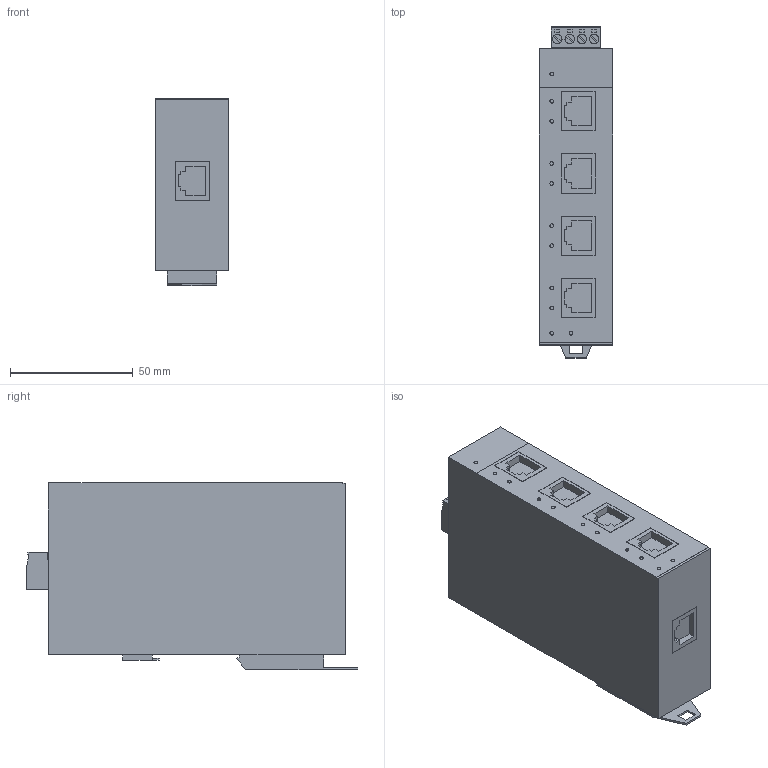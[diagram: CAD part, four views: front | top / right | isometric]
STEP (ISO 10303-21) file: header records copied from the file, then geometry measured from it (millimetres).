
FILE_DESCRIPTION(('Creo Elements/Direct Modeling STEP Export'),'2;1');
FILE_NAME('model.stp','2020-02-06T 9:57:44',(''),(''),'Creo Elements/Direct Modeling STEP processor for AP214 (Solid Model)','Creo Elements/Direct Modeling 20.1A 29-Sep-2018 (C) Parametric Technology GmbH','');
FILE_SCHEMA(('AUTOMOTIVE_DESIGN { 1 0 10303 214 1 1 1 1 }'));
Length unit declared in the file: millimetre
Products named in the file (2): FL_SWITCH_SFN_5TX-select
Assembly tree (1 placements, depth 2):
  FL_SWITCH_SFN_5TX-select
    FL_SWITCH_SFN_5TX-select
Bounding box: 30.05 x 135.03 x 76.1 mm (x, y, z)
Volume: 259283.4 mm3; surface area: 31495.9 mm2
Topology: 1 solids, 1 shells, 281 faces, 713 edges, 474 vertices
Faces by surface type: plane 251, cylinder 30
Entity records: 10339 total; most frequent: ORIENTED_EDGE 1426, CARTESIAN_POINT 1424, DIRECTION 1264, EDGE_CURVE 713, VECTOR 636, LINE 636, VERTEX_POINT 474, EDGE_LOOP 323
